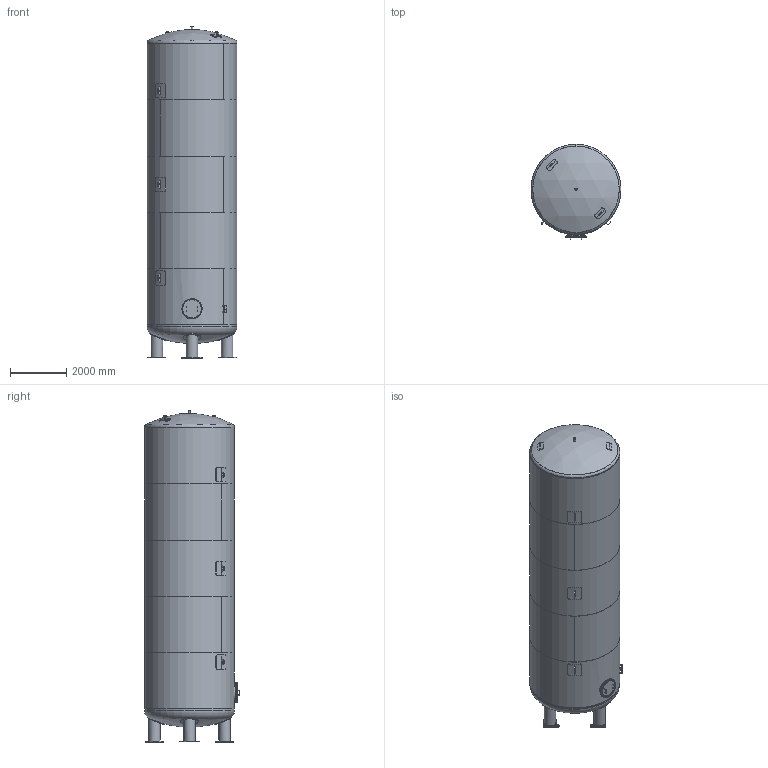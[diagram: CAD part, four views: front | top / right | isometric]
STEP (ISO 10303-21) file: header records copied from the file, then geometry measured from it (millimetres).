
FILE_DESCRIPTION(/* description */ (''),/* implementation_level */ '2;1');
FILE_NAME(/* name */ 'D615273-0_-Behälter.stp',/* time_stamp */ '2020-06-16T13:41:36+02:00',/* author */ ('pw'),/* organization */ (''),/* preprocessor_version */ 'ST-DEVELOPER v17',/* originating_system */ 'Autodesk Inventor 2019',/* authorisation */ '');
FILE_SCHEMA (('AUTOMOTIVE_DESIGN { 1 0 10303 214 3 1 1 }'));
Length unit declared in the file: millimetre
Products named in the file (1): D615273-0_-Behälter_Shrinkwrap_1
Bounding box: 3200 x 3378 x 11810.46 mm (x, y, z)
Volume: 1126366260.3 mm3; surface area: 257003208.5 mm2
Topology: 138 solids, 138 shells, 1600 faces, 3741 edges, 2483 vertices
Faces by surface type: plane 821, cone 364, cylinder 353, sphere 22, torus 22, bspline 18
Full cylindrical faces by diameter (mm): 5 x8, 6.5 x4, 13.835 x32, 16 x38, 17 x32, 18 x64, 22.49 x32, 30 x48, 54.5 x1, 60.3 x2, 66.3 x1, 70 x4, 78.3 x1, 82.3 x1, 250 x4, 384.4 x4, 406.4 x4, 600 x1, 610 x2, 630 x4, 660 x1, 720 x2, 3170 x1, 3184 x5, 3186 x1, 3200 x7
Entity records: 50755 total; most frequent: CARTESIAN_POINT 13017, ORIENTED_EDGE 7482, DIRECTION 7428, EDGE_CURVE 3741, AXIS2_PLACEMENT_3D 2992, VERTEX_POINT 2483, EDGE_LOOP 2010, STYLED_ITEM 1610
